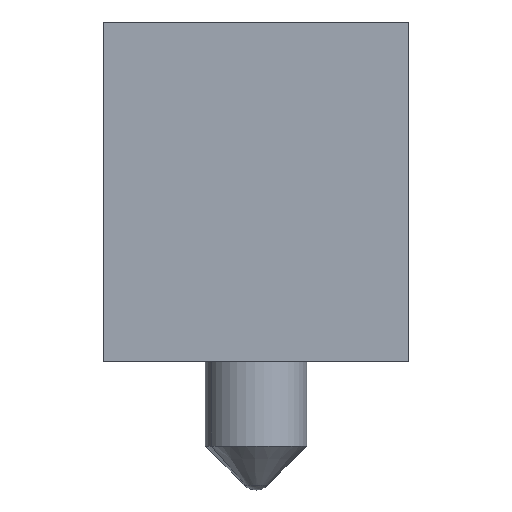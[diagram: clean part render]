
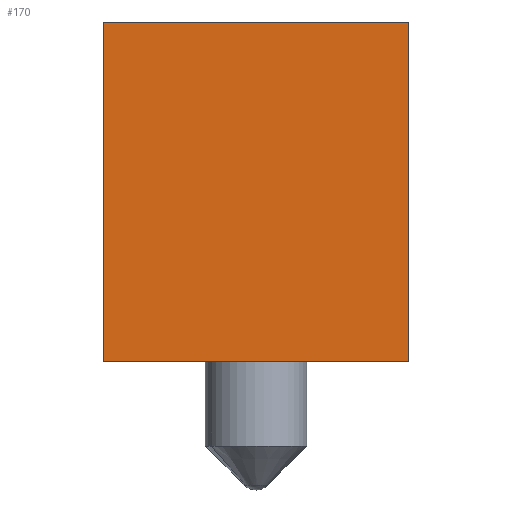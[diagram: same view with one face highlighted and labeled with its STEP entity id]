
A CAD part, front view. The second image highlights one B-rep face of the part: STEP entity #170.
In plain terms, the highlighted planar face has unit normal (0, -1, 0).
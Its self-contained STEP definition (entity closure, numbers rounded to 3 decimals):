
#60=CARTESIAN_POINT('Vertex',(45.,-20.,0.)) ;
#65=CARTESIAN_POINT('Line Origine',(0.,-20.,0.)) ;
#69=CARTESIAN_POINT('Vertex',(-45.,-20.,0.)) ;
#140=CARTESIAN_POINT('Axis2P3D Location',(0.,-20.,0.)) ;
#145=CARTESIAN_POINT('Line Origine',(45.,-20.,50.)) ;
#149=CARTESIAN_POINT('Vertex',(45.,-20.,100.)) ;
#152=CARTESIAN_POINT('Line Origine',(0.,-20.,100.)) ;
#156=CARTESIAN_POINT('Vertex',(-45.,-20.,100.)) ;
#159=CARTESIAN_POINT('Line Origine',(-45.,-20.,50.)) ;
#66=DIRECTION('Vector Direction',(-1.,0.,0.)) ;
#141=DIRECTION('Axis2P3D Direction',(0.,1.,-0.)) ;
#142=DIRECTION('Axis2P3D XDirection',(-1.,0.,0.)) ;
#146=DIRECTION('Vector Direction',(0.,0.,1.)) ;
#153=DIRECTION('Vector Direction',(1.,0.,0.)) ;
#160=DIRECTION('Vector Direction',(0.,0.,-1.)) ;
#143=AXIS2_PLACEMENT_3D('Plane Axis2P3D',#140,#141,#142) ;
#165=ORIENTED_EDGE('',*,*,#71,.F.) ;
#166=ORIENTED_EDGE('',*,*,#151,.F.) ;
#167=ORIENTED_EDGE('',*,*,#158,.F.) ;
#168=ORIENTED_EDGE('',*,*,#163,.F.) ;
#67=VECTOR('Line Direction',#66,1.) ;
#147=VECTOR('Line Direction',#146,1.) ;
#154=VECTOR('Line Direction',#153,1.) ;
#161=VECTOR('Line Direction',#160,1.) ;
#170=ADVANCED_FACE('PartBody',(#169),#144,.F.) ;
#71=EDGE_CURVE('',#61,#70,#68,.T.) ;
#151=EDGE_CURVE('',#150,#61,#148,.F.) ;
#158=EDGE_CURVE('',#157,#150,#155,.T.) ;
#163=EDGE_CURVE('',#70,#157,#162,.F.) ;
#164=EDGE_LOOP('',(#165,#166,#167,#168)) ;
#169=FACE_OUTER_BOUND('',#164,.T.) ;
#68=LINE('Line',#65,#67) ;
#148=LINE('Line',#145,#147) ;
#155=LINE('Line',#152,#154) ;
#162=LINE('Line',#159,#161) ;
#144=PLANE('',#143) ;
#61=VERTEX_POINT('',#60) ;
#70=VERTEX_POINT('',#69) ;
#150=VERTEX_POINT('',#149) ;
#157=VERTEX_POINT('',#156) ;
